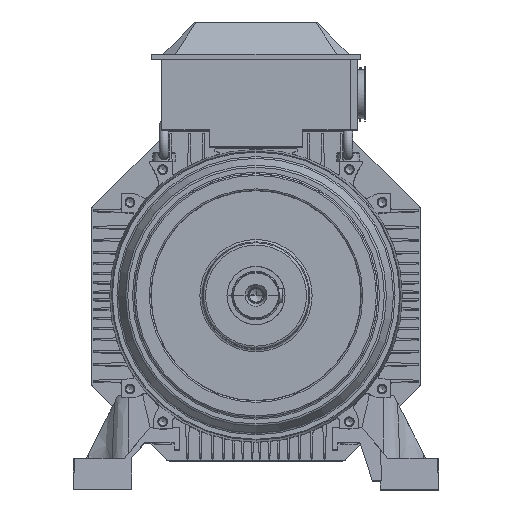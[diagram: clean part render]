
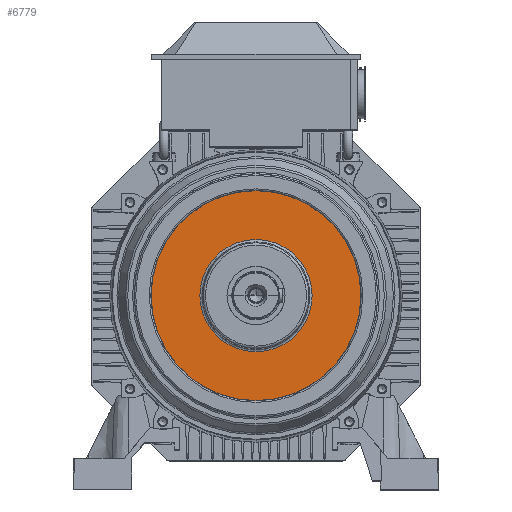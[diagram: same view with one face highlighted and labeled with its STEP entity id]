
A CAD part, top view. The second image highlights one B-rep face of the part: STEP entity #6779.
In plain terms, the highlighted planar face has unit normal (0, 0, 1).
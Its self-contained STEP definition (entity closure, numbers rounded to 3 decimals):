
#6748=CARTESIAN_POINT('',(72.438,0.,62.729));
#6749=VERTEX_POINT('',#6748);
#6750=CARTESIAN_POINT('',(0.,0.,62.729));
#6751=DIRECTION('',(0.0,0.0,1.));
#6752=DIRECTION('',(0.829,-0.559,0.0));
#6753=AXIS2_PLACEMENT_3D('',#6750,#6751,#6752);
#6754=CIRCLE('',#6753,72.438);
#6755=EDGE_CURVE('',#6749,#6749,#6754,.T.);
#6760=CARTESIAN_POINT('',(0.,-148.988,62.729));
#6761=DIRECTION('',(0.0,0.0,1.0));
#6762=DIRECTION('',(1.0,0.0,0.0));
#6763=AXIS2_PLACEMENT_3D('',#6760,#6761,#6762);
#6764=PLANE('',#6763);
#6765=CARTESIAN_POINT('',(135.443,0.,62.729));
#6766=VERTEX_POINT('',#6765);
#6767=CARTESIAN_POINT('',(0.,0.,62.729));
#6768=DIRECTION('',(0.0,0.0,1.0));
#6769=DIRECTION('',(0.829,-0.559,0.0));
#6770=AXIS2_PLACEMENT_3D('',#6767,#6768,#6769);
#6771=CIRCLE('',#6770,135.443);
#6772=EDGE_CURVE('',#6766,#6766,#6771,.T.);
#6773=ORIENTED_EDGE('',*,*,#6772,.T.);
#6774=EDGE_LOOP('',(#6773));
#6775=FACE_OUTER_BOUND('',#6774,.T.);
#6776=ORIENTED_EDGE('',*,*,#6755,.F.);
#6777=EDGE_LOOP('',(#6776));
#6778=FACE_BOUND('',#6777,.T.);
#6779=ADVANCED_FACE('',(#6775,#6778),#6764,.T.);
